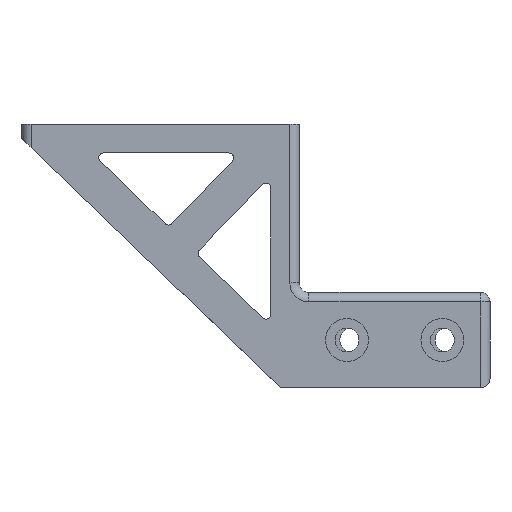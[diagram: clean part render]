
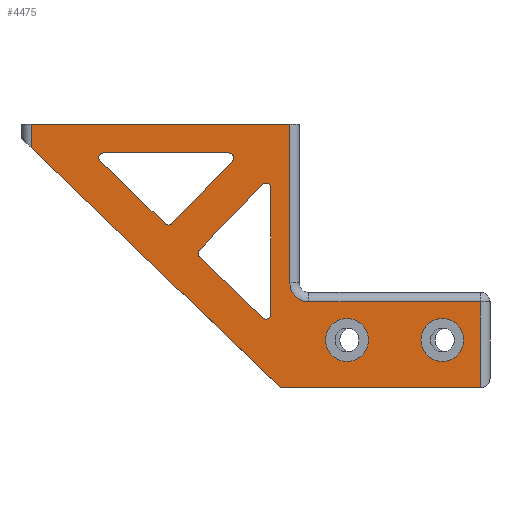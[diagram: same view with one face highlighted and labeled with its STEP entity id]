
A CAD part, left-side view. The second image highlights one B-rep face of the part: STEP entity #4475.
In plain terms, the highlighted planar face has unit normal (-1, 0, 0).
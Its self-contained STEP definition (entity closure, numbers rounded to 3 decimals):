
#30=FACE_BOUND('',#525,.T.);
#31=FACE_BOUND('',#526,.T.);
#32=FACE_BOUND('',#527,.T.);
#33=FACE_BOUND('',#528,.T.);
#122=PLANE('',#4785);
#263=FACE_OUTER_BOUND('',#524,.T.);
#524=EDGE_LOOP('',(#3129,#3130,#3131,#3132,#3133,#3134,#3135,#3136));
#525=EDGE_LOOP('',(#3137,#3138,#3139,#3140,#3141,#3142));
#526=EDGE_LOOP('',(#3143,#3144,#3145,#3146,#3147,#3148));
#527=EDGE_LOOP('',(#3149));
#528=EDGE_LOOP('',(#3150));
#851=LINE('',#6718,#1275);
#857=LINE('',#6733,#1281);
#860=LINE('',#6742,#1284);
#863=LINE('',#6754,#1287);
#867=LINE('',#6766,#1291);
#872=LINE('',#6778,#1296);
#874=LINE('',#6787,#1298);
#875=LINE('',#6790,#1299);
#889=LINE('',#6844,#1313);
#890=LINE('',#6846,#1314);
#891=LINE('',#6848,#1315);
#892=LINE('',#6850,#1316);
#893=LINE('',#6853,#1317);
#1275=VECTOR('',#5300,10.);
#1281=VECTOR('',#5314,10.);
#1284=VECTOR('',#5325,10.);
#1287=VECTOR('',#5336,10.);
#1291=VECTOR('',#5348,10.);
#1296=VECTOR('',#5361,10.);
#1298=VECTOR('',#5369,10.);
#1299=VECTOR('',#5372,10.);
#1313=VECTOR('',#5414,10.);
#1314=VECTOR('',#5415,10.);
#1315=VECTOR('',#5416,10.);
#1316=VECTOR('',#5417,10.);
#1317=VECTOR('',#5420,10.);
#1685=CIRCLE('',#4745,1.);
#1687=CIRCLE('',#4749,1.);
#1689=CIRCLE('',#4753,1.);
#1691=CIRCLE('',#4757,1.);
#1693=CIRCLE('',#4761,1.);
#1695=CIRCLE('',#4765,1.);
#1711=CIRCLE('',#4786,4.);
#1712=CIRCLE('',#4787,4.5);
#1713=CIRCLE('',#4788,4.5);
#1929=VERTEX_POINT('',#6708);
#1930=VERTEX_POINT('',#6709);
#1933=VERTEX_POINT('',#6717);
#1935=VERTEX_POINT('',#6723);
#1936=VERTEX_POINT('',#6724);
#1939=VERTEX_POINT('',#6735);
#1941=VERTEX_POINT('',#6744);
#1942=VERTEX_POINT('',#6745);
#1945=VERTEX_POINT('',#6753);
#1947=VERTEX_POINT('',#6759);
#1949=VERTEX_POINT('',#6765);
#1951=VERTEX_POINT('',#6771);
#1953=VERTEX_POINT('',#6780);
#1956=VERTEX_POINT('',#6785);
#1957=VERTEX_POINT('',#6789);
#1983=VERTEX_POINT('',#6843);
#1984=VERTEX_POINT('',#6845);
#1985=VERTEX_POINT('',#6847);
#1986=VERTEX_POINT('',#6849);
#1987=VERTEX_POINT('',#6851);
#1988=VERTEX_POINT('',#6854);
#1989=VERTEX_POINT('',#6856);
#2373=EDGE_CURVE('',#1929,#1930,#1685,.T.);
#2377=EDGE_CURVE('',#1933,#1930,#851,.T.);
#2380=EDGE_CURVE('',#1935,#1936,#1687,.T.);
#2385=EDGE_CURVE('',#1929,#1936,#857,.T.);
#2386=EDGE_CURVE('',#1933,#1939,#1689,.T.);
#2390=EDGE_CURVE('',#1935,#1939,#860,.T.);
#2391=EDGE_CURVE('',#1941,#1942,#1691,.T.);
#2395=EDGE_CURVE('',#1945,#1942,#863,.T.);
#2398=EDGE_CURVE('',#1945,#1947,#1693,.T.);
#2401=EDGE_CURVE('',#1949,#1947,#867,.T.);
#2404=EDGE_CURVE('',#1949,#1951,#1695,.T.);
#2408=EDGE_CURVE('',#1941,#1951,#872,.T.);
#2412=EDGE_CURVE('',#1956,#1953,#874,.T.);
#2413=EDGE_CURVE('',#1953,#1957,#875,.T.);
#2440=EDGE_CURVE('',#1956,#1983,#889,.T.);
#2441=EDGE_CURVE('',#1983,#1984,#890,.T.);
#2442=EDGE_CURVE('',#1985,#1984,#891,.T.);
#2443=EDGE_CURVE('',#1986,#1985,#892,.T.);
#2444=EDGE_CURVE('',#1987,#1986,#1711,.T.);
#2445=EDGE_CURVE('',#1957,#1987,#893,.T.);
#2446=EDGE_CURVE('',#1988,#1988,#1712,.T.);
#2447=EDGE_CURVE('',#1989,#1989,#1713,.T.);
#3129=ORIENTED_EDGE('',*,*,#2412,.F.);
#3130=ORIENTED_EDGE('',*,*,#2440,.T.);
#3131=ORIENTED_EDGE('',*,*,#2441,.T.);
#3132=ORIENTED_EDGE('',*,*,#2442,.F.);
#3133=ORIENTED_EDGE('',*,*,#2443,.F.);
#3134=ORIENTED_EDGE('',*,*,#2444,.F.);
#3135=ORIENTED_EDGE('',*,*,#2445,.F.);
#3136=ORIENTED_EDGE('',*,*,#2413,.F.);
#3137=ORIENTED_EDGE('',*,*,#2385,.T.);
#3138=ORIENTED_EDGE('',*,*,#2380,.F.);
#3139=ORIENTED_EDGE('',*,*,#2390,.T.);
#3140=ORIENTED_EDGE('',*,*,#2386,.F.);
#3141=ORIENTED_EDGE('',*,*,#2377,.T.);
#3142=ORIENTED_EDGE('',*,*,#2373,.F.);
#3143=ORIENTED_EDGE('',*,*,#2408,.T.);
#3144=ORIENTED_EDGE('',*,*,#2404,.F.);
#3145=ORIENTED_EDGE('',*,*,#2401,.T.);
#3146=ORIENTED_EDGE('',*,*,#2398,.F.);
#3147=ORIENTED_EDGE('',*,*,#2395,.T.);
#3148=ORIENTED_EDGE('',*,*,#2391,.F.);
#3149=ORIENTED_EDGE('',*,*,#2446,.T.);
#3150=ORIENTED_EDGE('',*,*,#2447,.T.);
#4475=ADVANCED_FACE('',(#263,#30,#31,#32,#33),#122,.T.);
#4745=AXIS2_PLACEMENT_3D('',#6710,#5292,#5293);
#4749=AXIS2_PLACEMENT_3D('',#6725,#5305,#5306);
#4753=AXIS2_PLACEMENT_3D('',#6736,#5317,#5318);
#4757=AXIS2_PLACEMENT_3D('',#6746,#5328,#5329);
#4761=AXIS2_PLACEMENT_3D('',#6760,#5341,#5342);
#4765=AXIS2_PLACEMENT_3D('',#6772,#5353,#5354);
#4785=AXIS2_PLACEMENT_3D('',#6842,#5412,#5413);
#4786=AXIS2_PLACEMENT_3D('',#6852,#5418,#5419);
#4787=AXIS2_PLACEMENT_3D('',#6855,#5421,#5422);
#4788=AXIS2_PLACEMENT_3D('',#6857,#5423,#5424);
#5292=DIRECTION('center_axis',(-1.,0.,0.));
#5293=DIRECTION('ref_axis',(0.,1.,-0.018));
#5300=DIRECTION('',(0.,0.72,0.694));
#5305=DIRECTION('center_axis',(-1.,0.,0.));
#5306=DIRECTION('ref_axis',(0.,-0.374,0.927));
#5314=DIRECTION('',(0.,-0.694,0.72));
#5317=DIRECTION('center_axis',(-1.,0.,0.));
#5318=DIRECTION('ref_axis',(0.,-0.391,-0.92));
#5325=DIRECTION('',(0.,0.,-1.));
#5328=DIRECTION('center_axis',(-1.,0.,0.));
#5329=DIRECTION('ref_axis',(0.,-0.92,0.391));
#5336=DIRECTION('',(0.,-1.,0.));
#5341=DIRECTION('center_axis',(-1.,0.,0.));
#5342=DIRECTION('ref_axis',(0.,0.927,0.374));
#5348=DIRECTION('',(0.,0.72,0.694));
#5353=DIRECTION('center_axis',(-1.,0.,0.));
#5354=DIRECTION('ref_axis',(0.,-0.018,-1.));
#5361=DIRECTION('',(0.,0.694,-0.72));
#5369=DIRECTION('',(0.,0.,1.));
#5372=DIRECTION('',(0.,-1.,0.));
#5412=DIRECTION('center_axis',(-1.,0.,0.));
#5413=DIRECTION('ref_axis',(0.,-1.,0.));
#5414=DIRECTION('',(0.,-0.72,-0.694));
#5415=DIRECTION('',(0.,-1.,0.));
#5416=DIRECTION('',(0.,0.,-1.));
#5417=DIRECTION('',(0.,-1.,0.));
#5418=DIRECTION('center_axis',(-1.,0.,0.));
#5419=DIRECTION('ref_axis',(0.,0.707,-0.707));
#5420=DIRECTION('',(0.,0.,-1.));
#5421=DIRECTION('center_axis',(1.,0.,0.));
#5422=DIRECTION('ref_axis',(0.,-1.,0.));
#5423=DIRECTION('center_axis',(1.,0.,0.));
#5424=DIRECTION('ref_axis',(0.,-1.,0.));
#6708=CARTESIAN_POINT('',(-27.1,-5.119,28.871));
#6709=CARTESIAN_POINT('',(-27.1,-5.145,27.458));
#6710=CARTESIAN_POINT('Origin',(-27.1,-5.839,28.177));
#6717=CARTESIAN_POINT('',(-27.1,-18.406,14.673));
#6718=CARTESIAN_POINT('',(-27.1,-9.83,22.941));
#6723=CARTESIAN_POINT('',(-27.1,-20.1,41.934));
#6724=CARTESIAN_POINT('',(-27.1,-18.38,42.628));
#6725=CARTESIAN_POINT('Origin',(-27.1,-19.1,41.934));
#6733=CARTESIAN_POINT('',(-27.1,11.405,11.731));
#6735=CARTESIAN_POINT('',(-27.1,-20.1,15.393));
#6736=CARTESIAN_POINT('Origin',(-27.1,-19.1,15.393));
#6742=CARTESIAN_POINT('',(-27.1,-20.1,22.206));
#6744=CARTESIAN_POINT('',(-27.1,-12.019,47.556));
#6745=CARTESIAN_POINT('',(-27.1,-11.299,49.25));
#6746=CARTESIAN_POINT('Origin',(-27.1,-11.299,48.25));
#6753=CARTESIAN_POINT('',(-27.1,14.983,49.25));
#6754=CARTESIAN_POINT('',(-27.1,24.781,49.25));
#6759=CARTESIAN_POINT('',(-27.1,15.677,47.53));
#6760=CARTESIAN_POINT('Origin',(-27.1,14.983,48.25));
#6765=CARTESIAN_POINT('',(-27.1,2.055,34.398));
#6766=CARTESIAN_POINT('',(-27.1,0.888,33.273));
#6771=CARTESIAN_POINT('',(-27.1,0.641,34.424));
#6772=CARTESIAN_POINT('Origin',(-27.1,1.361,35.118));
#6778=CARTESIAN_POINT('',(-27.1,9.671,25.056));
#6780=CARTESIAN_POINT('',(-27.1,30.1,55.25));
#6785=CARTESIAN_POINT('',(-27.1,30.1,50.322));
#6787=CARTESIAN_POINT('',(-27.1,30.1,0.));
#6789=CARTESIAN_POINT('',(-27.1,-24.1,55.25));
#6790=CARTESIAN_POINT('',(-27.1,32.1,55.25));
#6842=CARTESIAN_POINT('Origin',(-27.1,32.1,0.));
#6843=CARTESIAN_POINT('',(-27.1,-22.1,0.));
#6844=CARTESIAN_POINT('',(-27.1,19.046,39.666));
#6845=CARTESIAN_POINT('',(-27.1,-64.1,0.));
#6846=CARTESIAN_POINT('',(-27.1,32.1,0.));
#6847=CARTESIAN_POINT('',(-27.1,-64.1,18.));
#6848=CARTESIAN_POINT('',(-27.1,-64.1,5.));
#6849=CARTESIAN_POINT('',(-27.1,-28.1,18.));
#6850=CARTESIAN_POINT('',(-27.1,3.,18.));
#6851=CARTESIAN_POINT('',(-27.1,-24.1,22.));
#6852=CARTESIAN_POINT('Origin',(-27.1,-28.1,22.));
#6853=CARTESIAN_POINT('',(-27.1,-24.1,0.));
#6854=CARTESIAN_POINT('',(-27.1,-51.6,10.));
#6855=CARTESIAN_POINT('Origin',(-27.1,-56.1,10.));
#6856=CARTESIAN_POINT('',(-27.1,-31.6,10.));
#6857=CARTESIAN_POINT('Origin',(-27.1,-36.1,10.));
